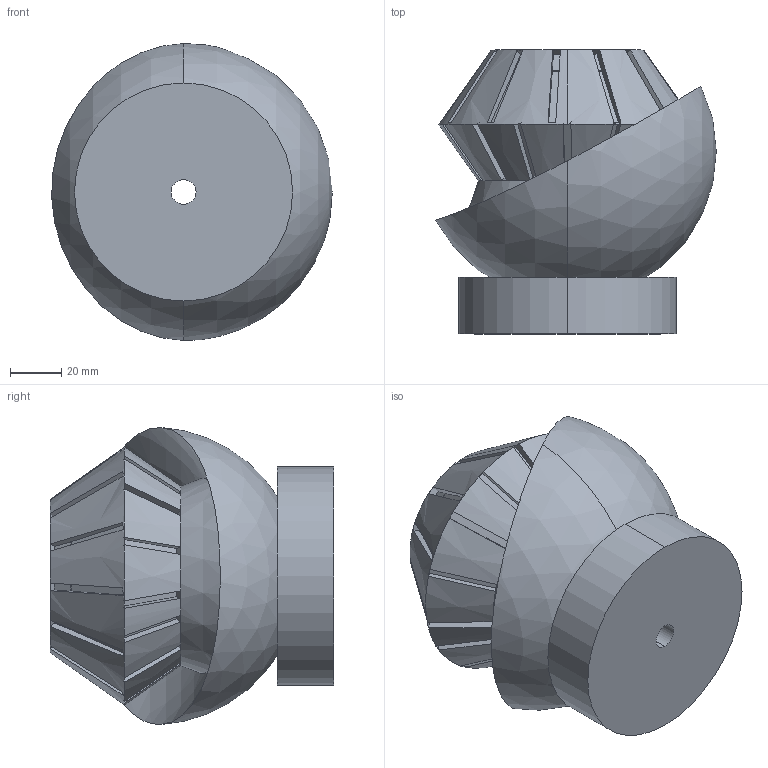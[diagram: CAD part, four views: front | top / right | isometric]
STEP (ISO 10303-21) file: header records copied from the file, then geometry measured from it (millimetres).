
FILE_DESCRIPTION (( 'STEP AP214' ), '1' );
FILE_NAME ('Firstpotdesign.STEP', '2024-07-16T20:45:56', ( '' ), ( '' ), 'SwSTEP 2.0', 'SolidWorks 2023', '' );
FILE_SCHEMA (( 'AUTOMOTIVE_DESIGN' ));
Length unit declared in the file: centimetre
Products named in the file (1): Firstpotdesign
Bounding box: 109.41 x 110.66 x 115.76 mm (x, y, z)
Volume: 601458.7 mm3; surface area: 76375 mm2
Topology: 2 solids, 2 shells, 171 faces, 457 edges, 285 vertices
Faces by surface type: plane 128, cylinder 20, cone 19, sphere 2, torus 2
Entity records: 5559 total; most frequent: CARTESIAN_POINT 1483, ORIENTED_EDGE 900, DIRECTION 781, EDGE_CURVE 450, VERTEX_POINT 281, LINE 271, VECTOR 271, AXIS2_PLACEMENT_3D 255
